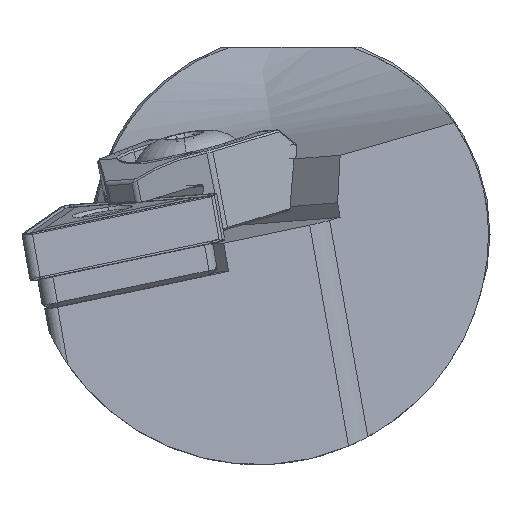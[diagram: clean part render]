
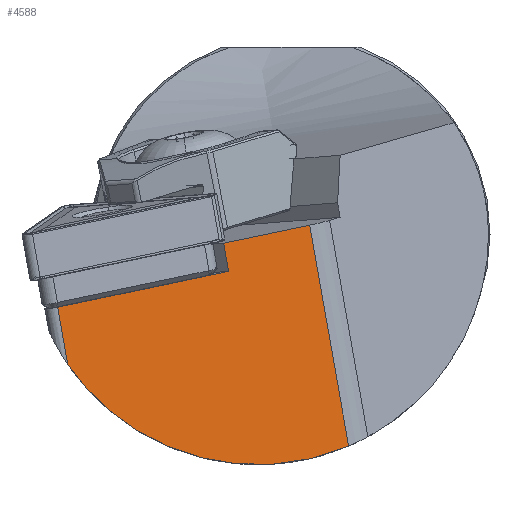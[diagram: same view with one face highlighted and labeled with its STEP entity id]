
A CAD part, left-side view. The second image highlights one B-rep face of the part: STEP entity #4588.
In plain terms, the highlighted planar face has unit normal (-0.95, -0.309, -0.047).
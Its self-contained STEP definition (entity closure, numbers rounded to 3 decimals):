
#134 = LINE ( 'NONE', #1130, #7430 ) ;
#358 = ORIENTED_EDGE ( 'NONE', *, *, #2082, .F. ) ;
#407 = CARTESIAN_POINT ( 'NONE',  ( -249.109, 7.753, -8.483 ) ) ;
#631 = CARTESIAN_POINT ( 'NONE',  ( -242.137, -10.859, -26.972 ) ) ;
#1130 = CARTESIAN_POINT ( 'NONE',  ( -192.395, -94.173, -485.555 ) ) ;
#1578 = DIRECTION ( 'NONE',  ( 0., 0.15, -0.989 ) ) ;
#1606 = PLANE ( 'NONE',  #6737 ) ;
#1609 = LINE ( 'NONE', #7546, #6236 ) ;
#1698 = DIRECTION ( 'NONE',  ( 0.295, -0.935, 0.196 ) ) ;
#1854 = CARTESIAN_POINT ( 'NONE',  ( -189.671, -102.812, -483.741 ) ) ;
#2082 = EDGE_CURVE ( 'NONE', #3943, #8006, #1609, .T. ) ;
#2486 = ORIENTED_EDGE ( 'NONE', *, *, #9342, .F. ) ;
#2856 = CARTESIAN_POINT ( 'NONE',  ( -248.496, 6.741, -14.221 ) ) ;
#2984 = LINE ( 'NONE', #5009, #7161 ) ;
#2988 = CARTESIAN_POINT ( 'NONE',  ( -197.808, -77.003, -489.16 ) ) ;
#3108 = VECTOR ( 'NONE', #8985, 1000. ) ;
#3178 = CARTESIAN_POINT ( 'NONE',  ( -241.273, -17.558, -0.243 ) ) ;
#3224 = EDGE_CURVE ( 'NONE', #4894, #7096, #2984, .T. ) ;
#3284 = ORIENTED_EDGE ( 'NONE', *, *, #9098, .F. ) ;
#3862 = CARTESIAN_POINT ( 'NONE',  ( -238.905, -21.471, -22.431 ) ) ;
#3943 = VERTEX_POINT ( 'NONE', #6474 ) ;
#3993 = VERTEX_POINT ( 'NONE', #2856 ) ;
#4399 =( BOUNDED_CURVE ( )  B_SPLINE_CURVE ( 3, ( #7966, #631, #6632, #5226 ),
 .UNSPECIFIED., .F., .F. ) 
 B_SPLINE_CURVE_WITH_KNOTS ( ( 4, 4 ),
 ( 4.158, 5.533 ),
 .UNSPECIFIED. ) 
 CURVE ( )  GEOMETRIC_REPRESENTATION_ITEM ( )  RATIONAL_B_SPLINE_CURVE ( ( 1., 0.849, 0.849, 1. ) ) 
 REPRESENTATION_ITEM ( '' )  );
#4588 = ADVANCED_FACE ( 'NONE', ( #7215 ), #1606, .F. ) ;
#4875 = ORIENTED_EDGE ( 'NONE', *, *, #6373, .T. ) ;
#4894 = VERTEX_POINT ( 'NONE', #407 ) ;
#5009 = CARTESIAN_POINT ( 'NONE',  ( -249.109, 7.753, -8.483 ) ) ;
#5086 = ORIENTED_EDGE ( 'NONE', *, *, #3224, .F. ) ;
#5226 = CARTESIAN_POINT ( 'NONE',  ( -248.496, 6.741, -14.221 ) ) ;
#5250 = CARTESIAN_POINT ( 'NONE',  ( -197.808, -77.003, -489.16 ) ) ;
#5299 = CARTESIAN_POINT ( 'NONE',  ( -243.696, -9.416, -4.877 ) ) ;
#5484 = ORIENTED_EDGE ( 'NONE', *, *, #7857, .F. ) ;
#5744 = DIRECTION ( 'NONE',  ( 0.295, -0.935, 0.196 ) ) ;
#5922 = EDGE_LOOP ( 'NONE', ( #2486, #5086, #5484, #3284, #4875, #358 ) ) ;
#6236 = VECTOR ( 'NONE', #1698, 1000. ) ;
#6373 = EDGE_CURVE ( 'NONE', #6697, #8006, #7509, .T. ) ;
#6474 = CARTESIAN_POINT ( 'NONE',  ( -243.997, -8.919, -2.057 ) ) ;
#6632 = CARTESIAN_POINT ( 'NONE',  ( -245.904, 0.223, -23.746 ) ) ;
#6697 = VERTEX_POINT ( 'NONE', #3862 ) ;
#6737 = AXIS2_PLACEMENT_3D ( 'NONE', #5250, #7526, #1578 ) ;
#7060 = DIRECTION ( 'NONE',  ( -0.105, 0.173, 0.979 ) ) ;
#7096 = VERTEX_POINT ( 'NONE', #5299 ) ;
#7161 = VECTOR ( 'NONE', #5744, 1000. ) ;
#7215 = FACE_OUTER_BOUND ( 'NONE', #5922, .T. ) ;
#7367 = LINE ( 'NONE', #2988, #8150 ) ;
#7430 = VECTOR ( 'NONE', #7060, 1000. ) ;
#7509 = LINE ( 'NONE', #1854, #3108 ) ;
#7526 = DIRECTION ( 'NONE',  ( 0.95, 0.309, 0.047 ) ) ;
#7546 = CARTESIAN_POINT ( 'NONE',  ( -249.41, 8.25, -5.662 ) ) ;
#7857 = EDGE_CURVE ( 'NONE', #3993, #4894, #7367, .T. ) ;
#7966 = CARTESIAN_POINT ( 'NONE',  ( -238.905, -21.471, -22.431 ) ) ;
#8006 = VERTEX_POINT ( 'NONE', #3178 ) ;
#8150 = VECTOR ( 'NONE', #8797, 1000. ) ;
#8797 = DIRECTION ( 'NONE',  ( -0.105, 0.173, 0.979 ) ) ;
#8985 = DIRECTION ( 'NONE',  ( -0.105, 0.173, 0.979 ) ) ;
#9098 = EDGE_CURVE ( 'NONE', #6697, #3993, #4399, .T. ) ;
#9342 = EDGE_CURVE ( 'NONE', #7096, #3943, #134, .T. ) ;
